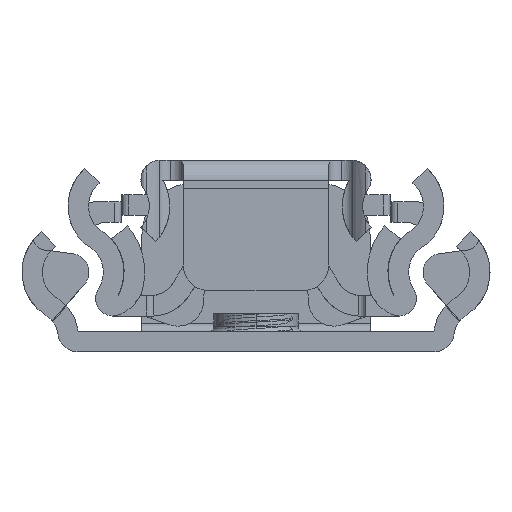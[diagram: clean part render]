
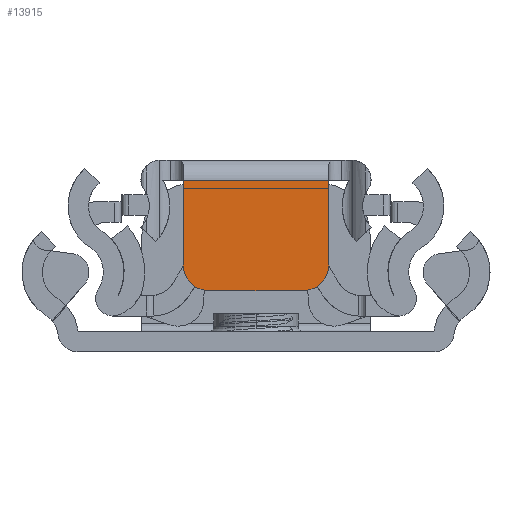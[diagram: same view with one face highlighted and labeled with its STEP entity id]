
A CAD part, left-side view. The second image highlights one B-rep face of the part: STEP entity #13915.
In plain terms, the highlighted planar face has unit normal (-1, 0, 0).
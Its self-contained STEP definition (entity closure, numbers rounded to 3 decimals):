
#290 = CARTESIAN_POINT ( 'NONE',  ( 0., -1.85, 2.4 ) ) ;
#441 = DIRECTION ( 'NONE',  ( 0., 0., -1. ) ) ;
#841 = LINE ( 'NONE', #12998, #7599 ) ;
#872 = CARTESIAN_POINT ( 'NONE',  ( 0., 2.85, 6.7 ) ) ;
#1393 = CARTESIAN_POINT ( 'NONE',  ( 0., 2.85, 6.734 ) ) ;
#1806 = DIRECTION ( 'NONE',  ( 0., 0., 1. ) ) ;
#2252 = PLANE ( 'NONE',  #6534 ) ;
#2900 = EDGE_CURVE ( 'NONE', #3812, #19741, #18539, .T. ) ;
#3773 = VERTEX_POINT ( 'NONE', #15061 ) ;
#3812 = VERTEX_POINT ( 'NONE', #15837 ) ;
#3848 = EDGE_CURVE ( 'NONE', #19741, #3773, #10728, .T. ) ;
#4410 = ORIENTED_EDGE ( 'NONE', *, *, #18365, .T. ) ;
#5018 = DIRECTION ( 'NONE',  ( -1., 0., 0. ) ) ;
#5378 = VERTEX_POINT ( 'NONE', #872 ) ;
#6534 = AXIS2_PLACEMENT_3D ( 'NONE', #16107, #10660, #441 ) ;
#6683 = ORIENTED_EDGE ( 'NONE', *, *, #2900, .T. ) ;
#6730 = CARTESIAN_POINT ( 'NONE',  ( 0., -1.85, 3.4 ) ) ;
#7347 = VECTOR ( 'NONE', #16074, 1000. ) ;
#7599 = VECTOR ( 'NONE', #14800, 1000. ) ;
#8245 = DIRECTION ( 'NONE',  ( -1., 0., 0. ) ) ;
#8362 = AXIS2_PLACEMENT_3D ( 'NONE', #6730, #5018, #1806 ) ;
#8825 = VERTEX_POINT ( 'NONE', #13356 ) ;
#10410 = CARTESIAN_POINT ( 'NONE',  ( 0., -2.85, 6.734 ) ) ;
#10660 = DIRECTION ( 'NONE',  ( 1., 0., 0. ) ) ;
#10728 = LINE ( 'NONE', #290, #13443 ) ;
#10790 = ORIENTED_EDGE ( 'NONE', *, *, #3848, .T. ) ;
#11656 = AXIS2_PLACEMENT_3D ( 'NONE', #13468, #8245, #21876 ) ;
#12311 = CARTESIAN_POINT ( 'NONE',  ( 0., -2.85, 3.4 ) ) ;
#12998 = CARTESIAN_POINT ( 'NONE',  ( 0., 3.734, 6.7 ) ) ;
#13356 = CARTESIAN_POINT ( 'NONE',  ( 0., -2.85, 6.7 ) ) ;
#13443 = VECTOR ( 'NONE', #20843, 1000. ) ;
#13468 = CARTESIAN_POINT ( 'NONE',  ( 0., 1.85, 3.4 ) ) ;
#13640 = EDGE_LOOP ( 'NONE', ( #17932, #14802, #19362, #6683, #10790, #4410 ) ) ;
#13915 = ADVANCED_FACE ( 'NONE', ( #20985 ), #2252, .F. ) ;
#14538 = CARTESIAN_POINT ( 'NONE',  ( 0., 1.85, 2.4 ) ) ;
#14800 = DIRECTION ( 'NONE',  ( 0., 1., 0. ) ) ;
#14802 = ORIENTED_EDGE ( 'NONE', *, *, #15319, .T. ) ;
#14892 = CIRCLE ( 'NONE', #8362, 1. ) ;
#15061 = CARTESIAN_POINT ( 'NONE',  ( 0., -1.85, 2.4 ) ) ;
#15222 = VERTEX_POINT ( 'NONE', #12311 ) ;
#15319 = EDGE_CURVE ( 'NONE', #8825, #5378, #841, .T. ) ;
#15837 = CARTESIAN_POINT ( 'NONE',  ( 0., 2.85, 3.4 ) ) ;
#16074 = DIRECTION ( 'NONE',  ( 0., 0., 1. ) ) ;
#16107 = CARTESIAN_POINT ( 'NONE',  ( 0., 3.734, 6.734 ) ) ;
#17835 = EDGE_CURVE ( 'NONE', #3812, #5378, #22288, .T. ) ;
#17932 = ORIENTED_EDGE ( 'NONE', *, *, #20660, .T. ) ;
#18365 = EDGE_CURVE ( 'NONE', #3773, #15222, #14892, .T. ) ;
#18539 = CIRCLE ( 'NONE', #11656, 1. ) ;
#18988 = DIRECTION ( 'NONE',  ( 0., 0., 1. ) ) ;
#19362 = ORIENTED_EDGE ( 'NONE', *, *, #17835, .F. ) ;
#19741 = VERTEX_POINT ( 'NONE', #14538 ) ;
#20660 = EDGE_CURVE ( 'NONE', #15222, #8825, #20955, .T. ) ;
#20843 = DIRECTION ( 'NONE',  ( 0., -1., 0. ) ) ;
#20955 = LINE ( 'NONE', #10410, #7347 ) ;
#20985 = FACE_OUTER_BOUND ( 'NONE', #13640, .T. ) ;
#21876 = DIRECTION ( 'NONE',  ( 0., 0., 1. ) ) ;
#22042 = VECTOR ( 'NONE', #18988, 1000. ) ;
#22288 = LINE ( 'NONE', #1393, #22042 ) ;
